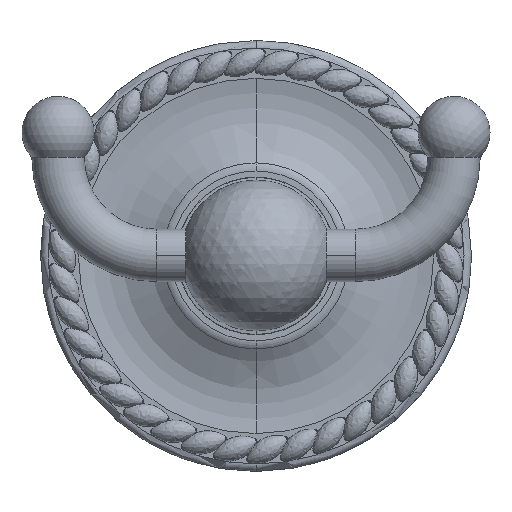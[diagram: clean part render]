
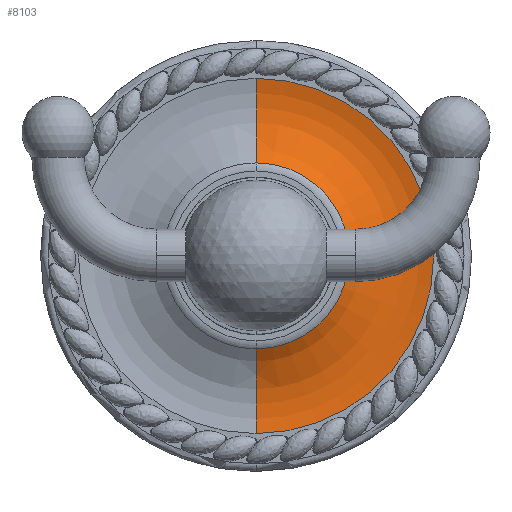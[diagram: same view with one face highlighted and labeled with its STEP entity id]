
A CAD part, top view. The second image highlights one B-rep face of the part: STEP entity #8103.
In plain terms, the highlighted toroidal (fillet/blend) face has major radius 23.444 mm and minor radius 15.011 mm.
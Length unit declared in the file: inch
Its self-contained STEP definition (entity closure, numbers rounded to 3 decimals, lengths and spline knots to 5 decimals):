
#4000=CARTESIAN_POINT('',(0.,0.328,0.));
#4001=DIRECTION('',(0.,-1.,0.));
#4002=DIRECTION('',(0.,0.,1.));
#4003=AXIS2_PLACEMENT_3D('',#4000,#4001,#4002);
#5426=CARTESIAN_POINT('',(0.,0.901,-0.923));
#5427=DIRECTION('',(1.,0.,0.));
#5428=DIRECTION('',(0.,-0.788,0.616));
#5429=AXIS2_PLACEMENT_3D('',#5426,#5427,#5428);
#5431=CARTESIAN_POINT('',(0.,0.901,0.923));
#5432=DIRECTION('',(-1.,0.,0.));
#5433=DIRECTION('',(0.,-0.788,-0.616));
#5434=AXIS2_PLACEMENT_3D('',#5431,#5432,#5433);
#5446=CARTESIAN_POINT('',(0.,0.43526,0.));
#5447=DIRECTION('',(0.,-1.,0.));
#5448=DIRECTION('',(0.,0.,1.));
#5449=AXIS2_PLACEMENT_3D('',#5446,#5447,#5448);
#6592=CARTESIAN_POINT('',(0.,0.328,1.06775));
#6593=CARTESIAN_POINT('',(0.,0.328,-1.06775));
#6594=VERTEX_POINT('',#6592);
#6595=VERTEX_POINT('',#6593);
#7162=CARTESIAN_POINT('',(0.,0.43526,-0.55918));
#7163=CARTESIAN_POINT('',(0.,0.43526,0.55918));
#7164=VERTEX_POINT('',#7162);
#7165=VERTEX_POINT('',#7163);
#8092=CARTESIAN_POINT('',(0.,0.901,0.));
#8093=DIRECTION('',(0.,-1.,0.));
#8094=DIRECTION('',(0.,0.,1.));
#8095=AXIS2_PLACEMENT_3D('',#8092,#8093,#8094);
#8096=TOROIDAL_SURFACE('',#8095,0.923,0.591);
#8097=ORIENTED_EDGE('',*,*,#8084,.F.);
#8098=ORIENTED_EDGE('',*,*,#8060,.T.);
#8099=ORIENTED_EDGE('',*,*,#8045,.T.);
#8100=ORIENTED_EDGE('',*,*,#8057,.F.);
#8101=EDGE_LOOP('',(#8097,#8098,#8099,#8100));
#8102=FACE_OUTER_BOUND('',#8101,.F.);
#8103=ADVANCED_FACE('',(#8102),#8096,.F.);
#4004=CIRCLE('',#4003,1.06775);
#5430=CIRCLE('',#5429,0.591);
#5435=CIRCLE('',#5434,0.591);
#5450=CIRCLE('',#5449,0.55918);
#8045=EDGE_CURVE('',#6594,#6595,#4004,.T.);
#8057=EDGE_CURVE('',#7164,#6595,#5430,.T.);
#8060=EDGE_CURVE('',#7165,#6594,#5435,.T.);
#8084=EDGE_CURVE('',#7165,#7164,#5450,.T.);
